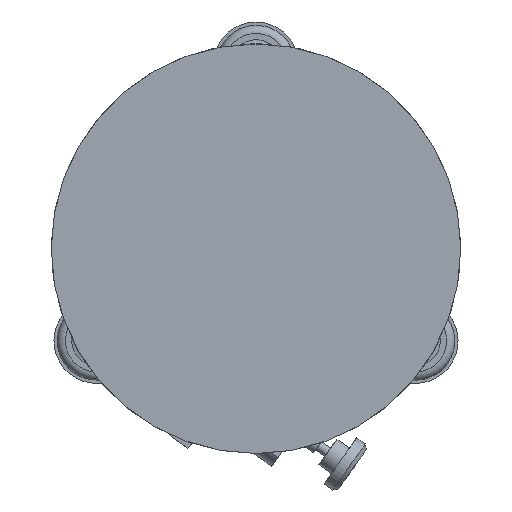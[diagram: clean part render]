
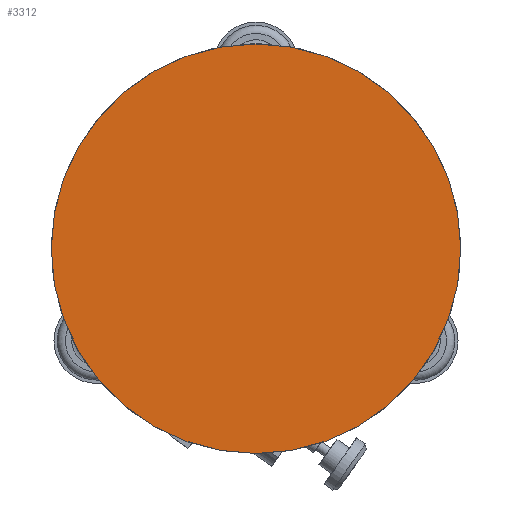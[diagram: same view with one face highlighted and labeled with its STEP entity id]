
A CAD part, front view. The second image highlights one B-rep face of the part: STEP entity #3312.
In plain terms, the highlighted planar face has unit normal (0, -1, 0).
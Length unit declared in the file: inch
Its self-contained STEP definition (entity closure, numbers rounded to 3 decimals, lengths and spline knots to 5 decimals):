
#1013 = DIRECTION ( 'NONE',  ( 0., 0., 1. ) ) ;
#1184 = EDGE_LOOP ( 'NONE', ( #6121 ) ) ;
#1658 = CARTESIAN_POINT ( 'NONE',  ( -0.00526, -7.02, 1.18068 ) ) ;
#2554 = DIRECTION ( 'NONE',  ( 0., 0., 1. ) ) ;
#2984 = AXIS2_PLACEMENT_3D ( 'NONE', #8349, #6371, #1013 ) ;
#3034 = AXIS2_PLACEMENT_3D ( 'NONE', #1658, #7889, #2554 ) ;
#3312 = ADVANCED_FACE ( 'NONE', ( #6464 ), #5725, .F. ) ;
#5014 = EDGE_CURVE ( 'NONE', #10010, #10010, #8263, .T. ) ;
#5725 = PLANE ( 'NONE',  #2984 ) ;
#6121 = ORIENTED_EDGE ( 'NONE', *, *, #5014, .F. ) ;
#6371 = DIRECTION ( 'NONE',  ( 0., 1., 0. ) ) ;
#6464 = FACE_OUTER_BOUND ( 'NONE', #1184, .T. ) ;
#7889 = DIRECTION ( 'NONE',  ( 0., 1., 0. ) ) ;
#8263 = CIRCLE ( 'NONE', #3034, 5. ) ;
#8349 = CARTESIAN_POINT ( 'NONE',  ( 0., -7.02, 0. ) ) ;
#10010 = VERTEX_POINT ( 'NONE', #11274 ) ;
#11274 = CARTESIAN_POINT ( 'NONE',  ( -0.00526, -7.02, 6.18068 ) ) ;
